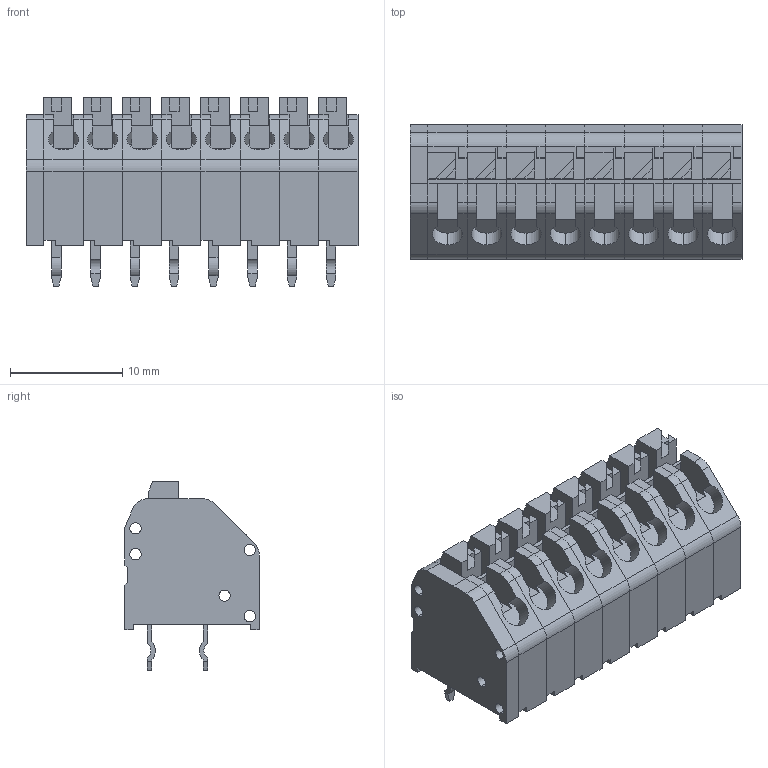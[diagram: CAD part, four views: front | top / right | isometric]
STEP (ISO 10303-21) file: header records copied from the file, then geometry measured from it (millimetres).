
FILE_DESCRIPTION(('FreeCAD Model'),'2;1');
FILE_NAME('Open CASCADE Shape Model','2023-12-17T16:41:44',(''),(''), 'Open CASCADE STEP processor 7.7','FreeCAD','Unknown');
FILE_SCHEMA(('AUTOMOTIVE_DESIGN { 1 0 10303 214 1 1 1 1 }'));
Length unit declared in the file: millimetre
Products named in the file (10): CONN-TH_12P-P3.50_KF250-3.5-12P-027; CONN-TH_12P-P3.50_KF250-3.5-12P-1; CONN-TH_12P-P3.50_KF250-3.5-12P-002; CONN-TH_12P-P3.50_KF250-3.5-12P-003; CONN-TH_12P-P3.50_KF250-3.5-12P-004; CONN-TH_12P-P3.50_KF250-3.5-12P-005; CONN-TH_12P-P3.50_KF250-3.5-12P-006; CONN-TH_12P-P3.50_KF250-3.5-12P-009; CONN-TH_12P-P3.50_KF250-3.5-12P-010; CONN-TH_12P-P3.50_KF250-3.5-12P-011
Assembly tree (9 placements, depth 2):
  CONN-TH_12P-P3.50_KF250-3.5-12P-027
    CONN-TH_12P-P3.50_KF250-3.5-12P-1
    CONN-TH_12P-P3.50_KF250-3.5-12P-002
    CONN-TH_12P-P3.50_KF250-3.5-12P-003
    CONN-TH_12P-P3.50_KF250-3.5-12P-004
    CONN-TH_12P-P3.50_KF250-3.5-12P-005
    CONN-TH_12P-P3.50_KF250-3.5-12P-006
    CONN-TH_12P-P3.50_KF250-3.5-12P-009
    CONN-TH_12P-P3.50_KF250-3.5-12P-010
    CONN-TH_12P-P3.50_KF250-3.5-12P-011
Bounding box: 29.6 x 12 x 16.81 mm (x, y, z)
Volume: 3321.5 mm3; surface area: 4643.3 mm2
Topology: 9 solids, 9 shells, 662 faces, 1884 edges, 1248 vertices
Faces by surface type: plane 505, cylinder 157
Entity records: 25924 total; most frequent: CARTESIAN_POINT 3804, ORIENTED_EDGE 3768, DIRECTION 3542, EDGE_CURVE 1884, LINE 1570, VECTOR 1570, VERTEX_POINT 1248, AXIS2_PLACEMENT_3D 986
